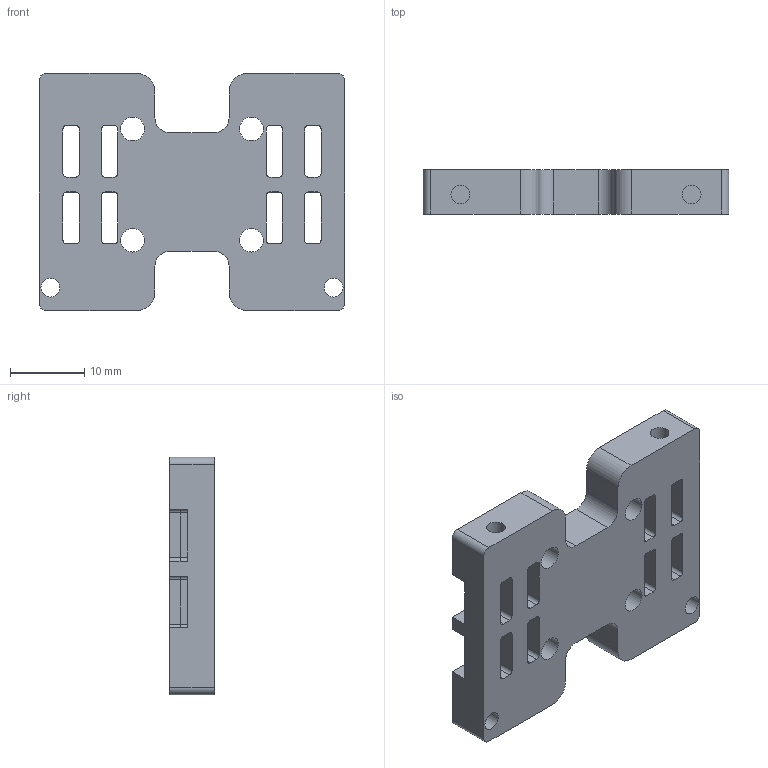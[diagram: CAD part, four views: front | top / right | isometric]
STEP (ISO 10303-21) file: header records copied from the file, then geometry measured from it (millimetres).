
FILE_DESCRIPTION(/* description */ (''),/* implementation_level */ '2;1');
FILE_NAME(/* name */ 'MGN12 Mounting Bracket.step',/* time_stamp */ '2024-03-21T11:09:03-05:00',/* author */ (''),/* organization */ (''),/* preprocessor_version */ 'ST-DEVELOPER v20',/* originating_system */ 'Autodesk Translation Framework v12.20.1.177',/* authorisation */ '');
FILE_SCHEMA (('AUTOMOTIVE_DESIGN { 1 0 10303 214 3 1 1 }'));
Length unit declared in the file: millimetre
Products named in the file (2): P000037; P000034
Assembly tree (1 placements, depth 2):
  P000037
    P000034
Bounding box: 41.2 x 6 x 32 mm (x, y, z)
Volume: 5569.1 mm3; surface area: 4151.1 mm2
Topology: 1 solids, 1 shells, 100 faces, 312 edges, 208 vertices
Faces by surface type: cylinder 52, plane 48
Full cylindrical faces by diameter (mm): 2.529 x4, 3.2 x4
Entity records: 3616 total; most frequent: ORIENTED_EDGE 624, CARTESIAN_POINT 623, DIRECTION 622, EDGE_CURVE 312, LINE 208, VECTOR 208, VERTEX_POINT 208, AXIS2_PLACEMENT_3D 207
